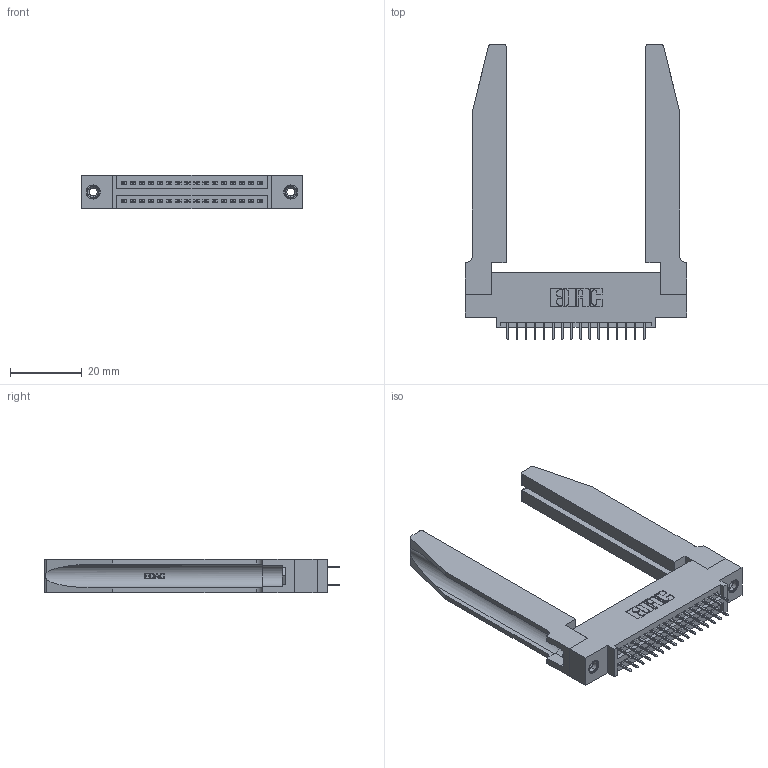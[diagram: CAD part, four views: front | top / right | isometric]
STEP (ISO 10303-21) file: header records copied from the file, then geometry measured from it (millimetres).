
FILE_DESCRIPTION (( 'STEP AP203' ), '1' );
FILE_NAME ('395-032-525-578.STEP', '2020-09-23T21:16:13', ( '' ), ( '' ), 'SwSTEP 2.0', 'SolidWorks 2020', '' );
FILE_SCHEMA (( 'CONFIG_CONTROL_DESIGN' ));
Length unit declared in the file: inch
Products named in the file (5): 345-292-001_345-293-125; 345 Part_0.110 Offset - 0.156 Dia-TH; 345-220-078_345-220-078; 345-250-001_345-250-001-102; 395-032-525-578
Assembly tree (37 placements, depth 2):
  395-032-525-578
    345 Part_0.110 Offset - 0.156 Dia-TH
    345-292-001_345-293-125  x32
    345-250-001_345-250-001-102  x2
    345-220-078_345-220-078  x2
Bounding box: 61.87 x 82.47 x 9.4 mm (x, y, z)
Volume: 13413.6 mm3; surface area: 14610.5 mm2
Topology: 37 solids, 37 shells, 2092 faces, 5857 edges, 3766 vertices
Faces by surface type: plane 1474, cylinder 566, bspline 36, cone 12, torus 4
Entity records: 21000 total; most frequent: CARTESIAN_POINT 4463, ORIENTED_EDGE 3294, DIRECTION 2961, EDGE_CURVE 1647, VECTOR 1361, LINE 1361, VERTEX_POINT 1088, AXIS2_PLACEMENT_3D 800
